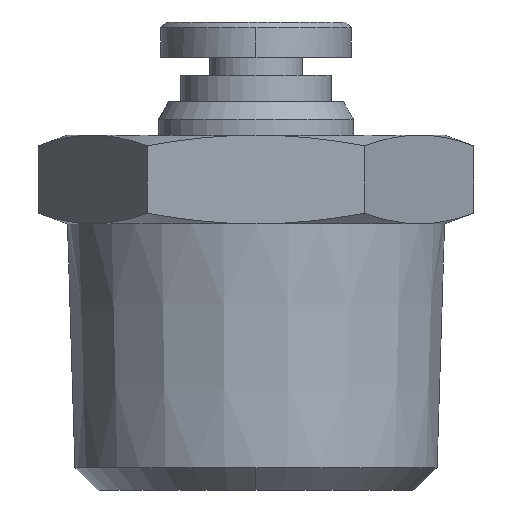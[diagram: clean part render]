
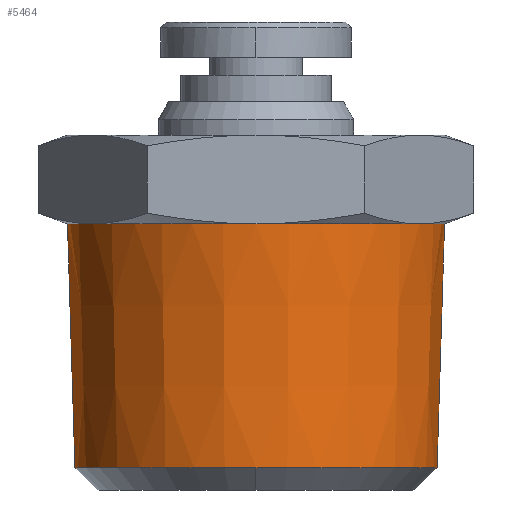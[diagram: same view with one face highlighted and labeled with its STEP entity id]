
A CAD part, left-side view. The second image highlights one B-rep face of the part: STEP entity #5464.
In plain terms, the highlighted conical face has half-angle 1.754 degrees and reference radius 8.5 mm.
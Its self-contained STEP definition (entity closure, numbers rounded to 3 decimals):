
#10 = AXIS2_PLACEMENT_3D ( 'NONE', #9378, #16618, #10935 ) ;
#120 = CARTESIAN_POINT ( 'NONE',  ( 14.495, 0., 6.504 ) ) ;
#553 = AXIS2_PLACEMENT_3D ( 'NONE', #9821, #8345, #5398 ) ;
#570 = CARTESIAN_POINT ( 'NONE',  ( 22.995, 0., -4.496 ) ) ;
#628 = VECTOR ( 'NONE', #17515, 1000. ) ;
#1379 = AXIS2_PLACEMENT_3D ( 'NONE', #8565, #18596, #7124 ) ;
#1575 = VERTEX_POINT ( 'NONE', #8861 ) ;
#2135 = EDGE_CURVE ( 'NONE', #5637, #10535, #6471, .T. ) ;
#2323 = ORIENTED_EDGE ( 'NONE', *, *, #9212, .F. ) ;
#2664 = VERTEX_POINT ( 'NONE', #17297 ) ;
#2667 = ORIENTED_EDGE ( 'NONE', *, *, #17367, .T. ) ;
#2709 = ORIENTED_EDGE ( 'NONE', *, *, #14955, .T. ) ;
#2955 = DIRECTION ( 'NONE',  ( 0., -0.031, 1. ) ) ;
#3368 = CIRCLE ( 'NONE', #16652, 8.5 ) ;
#3916 = AXIS2_PLACEMENT_3D ( 'NONE', #4271, #13147, #11626 ) ;
#4271 = CARTESIAN_POINT ( 'NONE',  ( 22.995, 0., -4.496 ) ) ;
#4485 = CIRCLE ( 'NONE', #16565, 8.5 ) ;
#5398 = DIRECTION ( 'NONE',  ( 0., -1., 0. ) ) ;
#5464 = ADVANCED_FACE ( 'NONE', ( #17397 ), #7674, .T. ) ;
#5473 = EDGE_CURVE ( 'NONE', #10535, #12991, #14950, .T. ) ;
#5535 = CIRCLE ( 'NONE', #5671, 8.163 ) ;
#5637 = VERTEX_POINT ( 'NONE', #6187 ) ;
#5671 = AXIS2_PLACEMENT_3D ( 'NONE', #570, #7672, #10679 ) ;
#6060 = DIRECTION ( 'NONE',  ( 0., 0., -1. ) ) ;
#6187 = CARTESIAN_POINT ( 'NONE',  ( 14.832, 0., -4.496 ) ) ;
#6471 = CIRCLE ( 'NONE', #3916, 8.163 ) ;
#7124 = DIRECTION ( 'NONE',  ( 0., 1., 0. ) ) ;
#7293 = EDGE_LOOP ( 'NONE', ( #12676, #16789, #11396, #2667, #14312, #2709, #2323, #10058 ) ) ;
#7672 = DIRECTION ( 'NONE',  ( 0., 0., 1. ) ) ;
#7674 = CONICAL_SURFACE ( 'NONE', #1379, 8.5, 0.031 ) ;
#7754 = VERTEX_POINT ( 'NONE', #13547 ) ;
#7859 = DIRECTION ( 'NONE',  ( 0., 0., -1. ) ) ;
#8345 = DIRECTION ( 'NONE',  ( 0., 0., -1. ) ) ;
#8565 = CARTESIAN_POINT ( 'NONE',  ( 22.995, 0., 6.504 ) ) ;
#8662 = CARTESIAN_POINT ( 'NONE',  ( 18.745, -7.361, 6.504 ) ) ;
#8749 = EDGE_CURVE ( 'NONE', #16176, #2664, #4485, .T. ) ;
#8861 = CARTESIAN_POINT ( 'NONE',  ( 22.995, 8.5, 6.504 ) ) ;
#9212 = EDGE_CURVE ( 'NONE', #7754, #1575, #11250, .T. ) ;
#9378 = CARTESIAN_POINT ( 'NONE',  ( 22.995, 0., 6.504 ) ) ;
#9821 = CARTESIAN_POINT ( 'NONE',  ( 22.995, 0., 6.504 ) ) ;
#10049 = CARTESIAN_POINT ( 'NONE',  ( 22.995, -8.5, 6.504 ) ) ;
#10058 = ORIENTED_EDGE ( 'NONE', *, *, #13308, .T. ) ;
#10535 = VERTEX_POINT ( 'NONE', #13588 ) ;
#10679 = DIRECTION ( 'NONE',  ( 0., -1., 0. ) ) ;
#10854 = VERTEX_POINT ( 'NONE', #8662 ) ;
#10935 = DIRECTION ( 'NONE',  ( 0., -1., 0. ) ) ;
#11250 = LINE ( 'NONE', #11708, #628 ) ;
#11396 = ORIENTED_EDGE ( 'NONE', *, *, #13482, .T. ) ;
#11626 = DIRECTION ( 'NONE',  ( 0., -1., 0. ) ) ;
#11708 = CARTESIAN_POINT ( 'NONE',  ( 22.995, 8.5, 6.504 ) ) ;
#12676 = ORIENTED_EDGE ( 'NONE', *, *, #2135, .T. ) ;
#12991 = VERTEX_POINT ( 'NONE', #15430 ) ;
#13098 = CARTESIAN_POINT ( 'NONE',  ( 22.995, 0., 6.504 ) ) ;
#13147 = DIRECTION ( 'NONE',  ( 0., 0., 1. ) ) ;
#13308 = EDGE_CURVE ( 'NONE', #7754, #5637, #5535, .T. ) ;
#13482 = EDGE_CURVE ( 'NONE', #12991, #10854, #17682, .T. ) ;
#13547 = CARTESIAN_POINT ( 'NONE',  ( 22.995, 8.163, -4.496 ) ) ;
#13588 = CARTESIAN_POINT ( 'NONE',  ( 22.995, -8.163, -4.496 ) ) ;
#13815 = VECTOR ( 'NONE', #2955, 1000. ) ;
#14312 = ORIENTED_EDGE ( 'NONE', *, *, #8749, .T. ) ;
#14950 = LINE ( 'NONE', #10049, #13815 ) ;
#14955 = EDGE_CURVE ( 'NONE', #2664, #1575, #3368, .T. ) ;
#15155 = CARTESIAN_POINT ( 'NONE',  ( 22.995, 0., 6.504 ) ) ;
#15430 = CARTESIAN_POINT ( 'NONE',  ( 22.995, -8.5, 6.504 ) ) ;
#16152 = DIRECTION ( 'NONE',  ( 0., -1., 0. ) ) ;
#16176 = VERTEX_POINT ( 'NONE', #120 ) ;
#16565 = AXIS2_PLACEMENT_3D ( 'NONE', #13098, #6060, #16152 ) ;
#16618 = DIRECTION ( 'NONE',  ( 0., 0., -1. ) ) ;
#16652 = AXIS2_PLACEMENT_3D ( 'NONE', #15155, #7859, #17953 ) ;
#16789 = ORIENTED_EDGE ( 'NONE', *, *, #5473, .T. ) ;
#17155 = CIRCLE ( 'NONE', #10, 8.5 ) ;
#17297 = CARTESIAN_POINT ( 'NONE',  ( 18.745, 7.361, 6.504 ) ) ;
#17367 = EDGE_CURVE ( 'NONE', #10854, #16176, #17155, .T. ) ;
#17397 = FACE_OUTER_BOUND ( 'NONE', #7293, .T. ) ;
#17515 = DIRECTION ( 'NONE',  ( 0., 0.031, 1. ) ) ;
#17682 = CIRCLE ( 'NONE', #553, 8.5 ) ;
#17953 = DIRECTION ( 'NONE',  ( 0., -1., 0. ) ) ;
#18596 = DIRECTION ( 'NONE',  ( 0., 0., 1. ) ) ;
